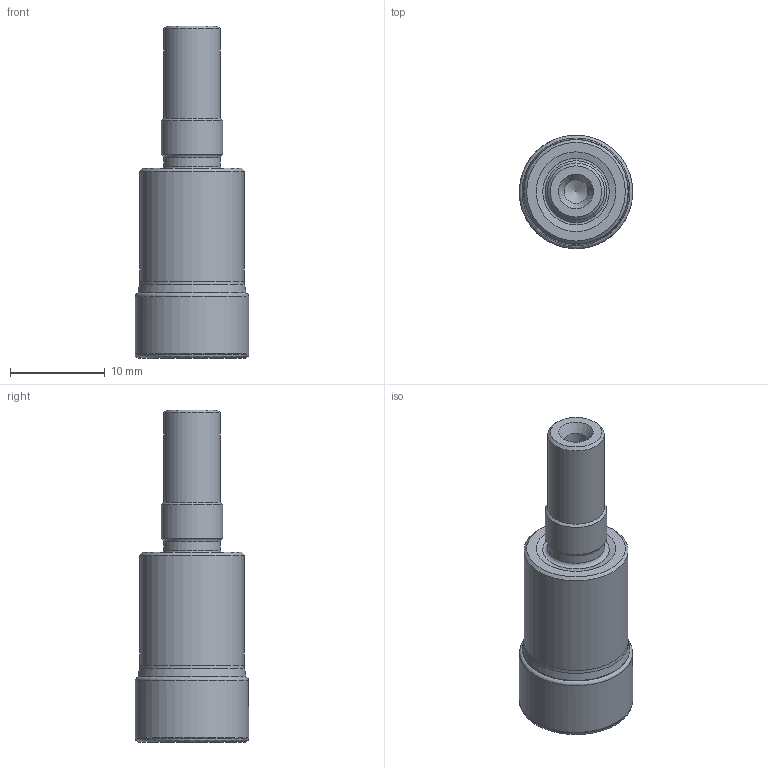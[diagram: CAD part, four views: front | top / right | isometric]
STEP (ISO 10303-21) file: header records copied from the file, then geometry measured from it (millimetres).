
FILE_DESCRIPTION(/* description */ (''),/* implementation_level */ '2;1');
FILE_NAME(/* name */ '202779719ndi000_00.stp',/* time_stamp */ '2020-01-08T07:53:30+01:00',/* author */ (''),/* organization */ (''),/* preprocessor_version */ 'ST-DEVELOPER v16.7',/* originating_system */ 'SIEMENS PLM Software NX 12.0',/* authorisation */ '');
FILE_SCHEMA (('AUTOMOTIVE_DESIGN { 1 0 10303 214 3 1 1 1 }'));
Length unit declared in the file: millimetre
Products named in the file (1): mp543AC09F2Frua2
Bounding box: 11.96 x 11.96 x 35 mm (x, y, z)
Volume: 2943.8 mm3; surface area: 1829 mm2
Topology: 2 solids, 2 shells, 53 faces, 114 edges, 64 vertices
Faces by surface type: revolution 21, cone 14, torus 9, cylinder 6, plane 3
Full cylindrical faces by diameter (mm): 2.5 x1, 6 x2, 6.5 x1, 11 x1, 11.409 x1
Entity records: 1323 total; most frequent: CARTESIAN_POINT 397, DIRECTION 183, FACE_BOUND 104, EDGE_LOOP 104, ORIENTED_EDGE 104, AXIS2_PLACEMENT_3D 81, ADVANCED_FACE 53, VERTEX_POINT 53
